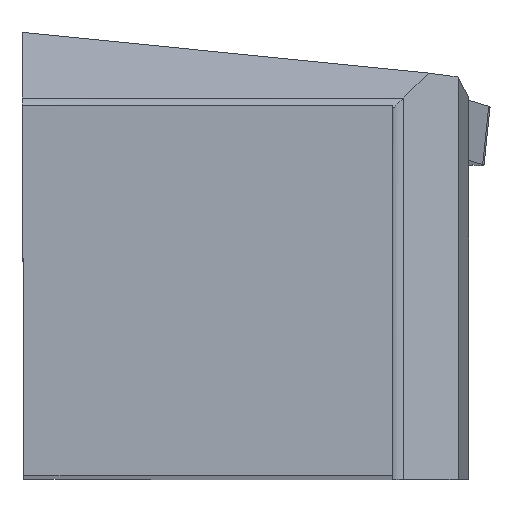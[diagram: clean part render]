
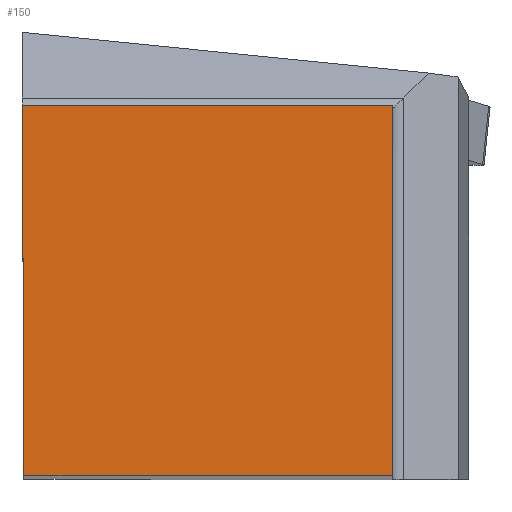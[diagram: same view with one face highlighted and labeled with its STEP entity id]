
A CAD part, top view. The second image highlights one B-rep face of the part: STEP entity #150.
In plain terms, the highlighted planar face has unit normal (0, 0, 1).
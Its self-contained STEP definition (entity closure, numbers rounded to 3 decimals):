
#120=FACE_OUTER_BOUND('',#338,.T.);
#150=ADVANCED_FACE('SHANK_FACE_BACK',(#120),#178,.F.);
#178=PLANE('',#747);
#229=LINE('',#1083,#289);
#234=LINE('',#1091,#294);
#237=LINE('',#1099,#297);
#238=LINE('',#1101,#298);
#289=VECTOR('',#873,1.);
#294=VECTOR('',#882,1.);
#297=VECTOR('',#889,1.);
#298=VECTOR('',#890,1.);
#338=EDGE_LOOP('',(#449,#450,#451,#452));
#449=ORIENTED_EDGE('',*,*,#618,.F.);
#450=ORIENTED_EDGE('',*,*,#613,.T.);
#451=ORIENTED_EDGE('',*,*,#622,.T.);
#452=ORIENTED_EDGE('',*,*,#623,.F.);
#545=VERTEX_POINT('',#1073);
#549=VERTEX_POINT('',#1082);
#551=VERTEX_POINT('',#1092);
#554=VERTEX_POINT('',#1100);
#613=EDGE_CURVE('',#545,#549,#229,.T.);
#618=EDGE_CURVE('',#545,#551,#234,.T.);
#622=EDGE_CURVE('',#549,#554,#237,.T.);
#623=EDGE_CURVE('',#551,#554,#238,.T.);
#747=AXIS2_PLACEMENT_3D('',#1102,#891,#892);
#873=DIRECTION('',(1.,0.,0.));
#882=DIRECTION('',(-0.004,1.,0.));
#889=DIRECTION('',(0.,1.,0.));
#890=DIRECTION('',(1.,0.,0.));
#891=DIRECTION('',(0.,0.,-1.));
#892=DIRECTION('',(-0.995,0.103,0.));
#1073=CARTESIAN_POINT('',(0.174,0.,0.));
#1082=CARTESIAN_POINT('',(39.85,0.,0.));
#1083=CARTESIAN_POINT('',(-7.493,0.,0.));
#1091=CARTESIAN_POINT('',(1.164,-226.833,0.));
#1092=CARTESIAN_POINT('',(0.,39.85,0.));
#1099=CARTESIAN_POINT('',(39.85,-7.493,0.));
#1100=CARTESIAN_POINT('',(39.85,39.85,0.));
#1101=CARTESIAN_POINT('',(-7.493,39.85,0.));
#1102=CARTESIAN_POINT('',(0.,0.,
0.));
